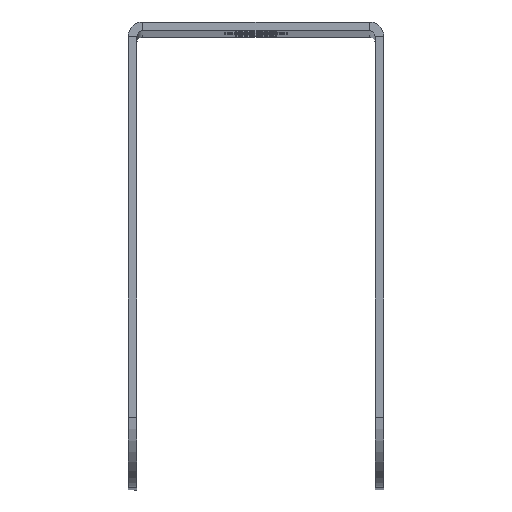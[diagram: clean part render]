
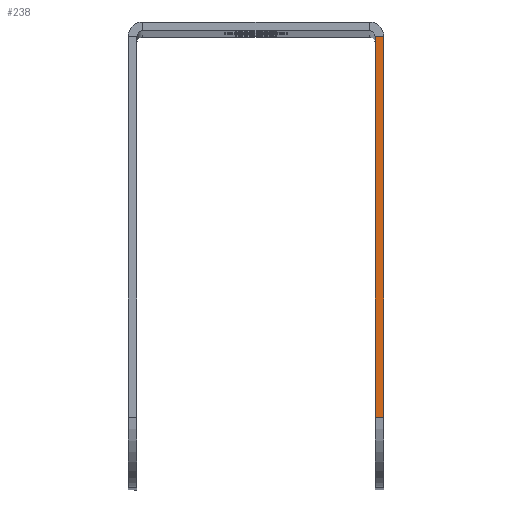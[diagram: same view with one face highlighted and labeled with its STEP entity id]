
A CAD part, top view. The second image highlights one B-rep face of the part: STEP entity #238.
In plain terms, the highlighted planar face has unit normal (0, 0, 1).
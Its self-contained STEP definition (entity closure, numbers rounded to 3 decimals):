
#76 = FACE_OUTER_BOUND ( 'NONE', #2064, .T. ) ;
#238 = ADVANCED_FACE ( 'NONE', ( #76 ), #698, .T. ) ;
#251 = CARTESIAN_POINT ( 'NONE',  ( 20.5, -1., 320. ) ) ;
#324 = DIRECTION ( 'NONE',  ( 0., -1., 0. ) ) ;
#325 = CARTESIAN_POINT ( 'NONE',  ( 22., -1., 320. ) ) ;
#356 = DIRECTION ( 'NONE',  ( 1., 0., 0. ) ) ;
#358 = DIRECTION ( 'NONE',  ( -1., 0., 0. ) ) ;
#365 = CARTESIAN_POINT ( 'NONE',  ( 20.5, -66.5, 320. ) ) ;
#367 = CARTESIAN_POINT ( 'NONE',  ( 22., -1., 320. ) ) ;
#607 = CARTESIAN_POINT ( 'NONE',  ( 22., -1., 320. ) ) ;
#613 = CARTESIAN_POINT ( 'NONE',  ( 20.5, -66.5, 320. ) ) ;
#628 = CARTESIAN_POINT ( 'NONE',  ( 22., -66.5, 320. ) ) ;
#636 = CARTESIAN_POINT ( 'NONE',  ( 20.5, -1., 320. ) ) ;
#695 = DIRECTION ( 'NONE',  ( 1., 0., 0. ) ) ;
#696 = DIRECTION ( 'NONE',  ( 0., 0., 1. ) ) ;
#698 = PLANE ( 'NONE',  #2568 ) ;
#706 = CARTESIAN_POINT ( 'NONE',  ( 19.5, -1., 320. ) ) ;
#1035 = VERTEX_POINT ( 'NONE', #636 ) ;
#1040 = VERTEX_POINT ( 'NONE', #628 ) ;
#1054 = VERTEX_POINT ( 'NONE', #613 ) ;
#1062 = VERTEX_POINT ( 'NONE', #607 ) ;
#1234 = DIRECTION ( 'NONE',  ( 0., -1., 0. ) ) ;
#1685 = VECTOR ( 'NONE', #1234, 1000. ) ;
#1692 = LINE ( 'NONE', #251, #1685 ) ;
#1715 = VECTOR ( 'NONE', #324, 1000. ) ;
#1718 = LINE ( 'NONE', #325, #1715 ) ;
#1727 = VECTOR ( 'NONE', #356, 1000. ) ;
#1729 = VECTOR ( 'NONE', #358, 1000. ) ;
#1732 = LINE ( 'NONE', #365, #1727 ) ;
#1734 = LINE ( 'NONE', #367, #1729 ) ;
#2064 = EDGE_LOOP ( 'NONE', ( #2191, #2192, #2193, #2195 ) ) ;
#2191 = ORIENTED_EDGE ( 'NONE', *, *, #2678, .T. ) ;
#2192 = ORIENTED_EDGE ( 'NONE', *, *, #2634, .T. ) ;
#2193 = ORIENTED_EDGE ( 'NONE', *, *, #2645, .F. ) ;
#2195 = ORIENTED_EDGE ( 'NONE', *, *, #2631, .T. ) ;
#2568 = AXIS2_PLACEMENT_3D ( 'NONE', #706, #696, #695 ) ;
#2631 = EDGE_CURVE ( 'NONE', #1062, #1035, #1734, .T. ) ;
#2634 = EDGE_CURVE ( 'NONE', #1054, #1040, #1732, .T. ) ;
#2645 = EDGE_CURVE ( 'NONE', #1062, #1040, #1718, .T. ) ;
#2678 = EDGE_CURVE ( 'NONE', #1035, #1054, #1692, .T. ) ;
